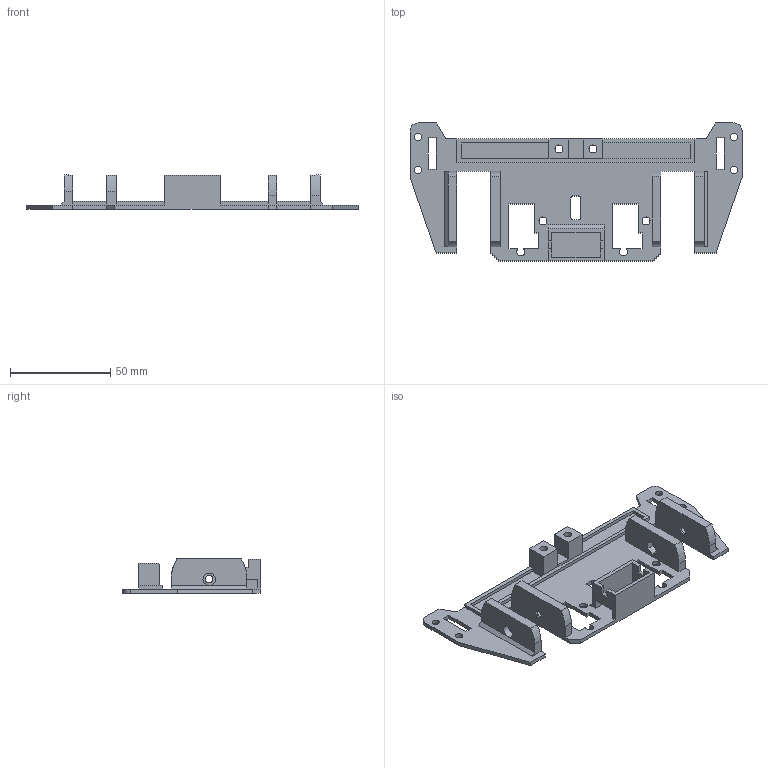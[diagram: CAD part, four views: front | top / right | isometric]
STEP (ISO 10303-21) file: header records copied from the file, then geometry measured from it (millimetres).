
FILE_DESCRIPTION(('FreeCAD Model'),'2;1');
FILE_NAME( 'frame-front.step', '2015-01-14T13:36:09',('FreeCAD'),('FreeCAD'), 'Open CASCADE STEP processor 6.7','FreeCAD','Unknown');
FILE_SCHEMA(('AUTOMOTIVE_DESIGN_CC2 { 1 2 10303 214 -1 1 5 4 }'));
Length unit declared in the file: millimetre
Products named in the file (1): Clone_of_chamfer-miniservo-holder-2mm
Bounding box: 166 x 69 x 17 mm (x, y, z)
Volume: 29457.4 mm3; surface area: 25800 mm2
Topology: 1 solids, 1 shells, 151 faces, 441 edges, 294 vertices
Faces by surface type: plane 119, cylinder 32
Full cylindrical faces by diameter (mm): 3.6 x4, 3.76 x4, 4 x6, 6.2 x2
Entity records: 10781 total; most frequent: CARTESIAN_POINT 2169, DIRECTION 1511, LINE 1063, VECTOR 1063, ORIENTED_EDGE 882, PCURVE 882, DEFINITIONAL_REPRESENTATION 882, EDGE_CURVE 441
